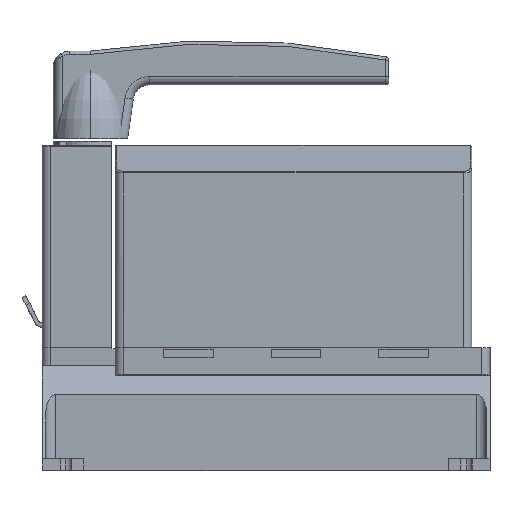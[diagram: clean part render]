
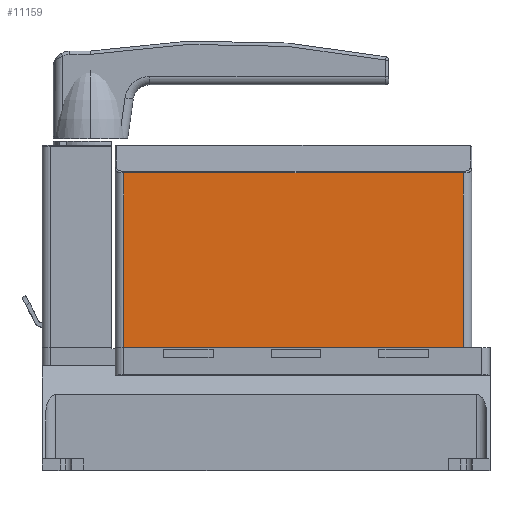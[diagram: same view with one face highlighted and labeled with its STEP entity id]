
A CAD part, top view. The second image highlights one B-rep face of the part: STEP entity #11159.
In plain terms, the highlighted planar face has unit normal (0, 0, 1).
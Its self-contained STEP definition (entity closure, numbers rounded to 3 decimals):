
#77 = DIRECTION ( 'NONE',  ( 0., 0., -1. ) ) ;
#349 = CARTESIAN_POINT ( 'NONE',  ( 49., 705.847, 80. ) ) ;
#848 = CARTESIAN_POINT ( 'NONE',  ( 44., 74., 80. ) ) ;
#996 = CARTESIAN_POINT ( 'NONE',  ( 254., 74., 80. ) ) ;
#1738 = CARTESIAN_POINT ( 'NONE',  ( 254., 179.365, 80. ) ) ;
#2084 = VECTOR ( 'NONE', #17988, 1000. ) ;
#3287 = EDGE_CURVE ( 'NONE', #8282, #9957, #7928, .T. ) ;
#3298 = PLANE ( 'NONE',  #15831 ) ;
#3481 = EDGE_CURVE ( 'NONE', #4294, #8282, #10364, .T. ) ;
#4294 = VERTEX_POINT ( 'NONE', #1738 ) ;
#5618 = ORIENTED_EDGE ( 'NONE', *, *, #10152, .T. ) ;
#6017 = VECTOR ( 'NONE', #8296, 1000. ) ;
#6891 = ORIENTED_EDGE ( 'NONE', *, *, #3287, .T. ) ;
#7114 = DIRECTION ( 'NONE',  ( 0., 1., 0. ) ) ;
#7344 = ORIENTED_EDGE ( 'NONE', *, *, #11968, .T. ) ;
#7928 = LINE ( 'NONE', #349, #18518 ) ;
#8282 = VERTEX_POINT ( 'NONE', #10051 ) ;
#8296 = DIRECTION ( 'NONE',  ( -1., 0., 0. ) ) ;
#8898 = ORIENTED_EDGE ( 'NONE', *, *, #3481, .T. ) ;
#9850 = LINE ( 'NONE', #848, #21805 ) ;
#9957 = VERTEX_POINT ( 'NONE', #12514 ) ;
#10051 = CARTESIAN_POINT ( 'NONE',  ( 49., 179.365, 80. ) ) ;
#10152 = EDGE_CURVE ( 'NONE', #9957, #11626, #9850, .T. ) ;
#10364 = LINE ( 'NONE', #16689, #6017 ) ;
#11159 = ADVANCED_FACE ( 'NONE', ( #15207 ), #3298, .F. ) ;
#11626 = VERTEX_POINT ( 'NONE', #996 ) ;
#11895 = LINE ( 'NONE', #19436, #2084 ) ;
#11968 = EDGE_CURVE ( 'NONE', #11626, #4294, #11895, .T. ) ;
#12514 = CARTESIAN_POINT ( 'NONE',  ( 49., 74., 80. ) ) ;
#12537 = DIRECTION ( 'NONE',  ( 0., -1., 0. ) ) ;
#15207 = FACE_OUTER_BOUND ( 'NONE', #16539, .T. ) ;
#15745 = CARTESIAN_POINT ( 'NONE',  ( 44., 705.847, 80. ) ) ;
#15831 = AXIS2_PLACEMENT_3D ( 'NONE', #15745, #77, #7114 ) ;
#16539 = EDGE_LOOP ( 'NONE', ( #5618, #7344, #8898, #6891 ) ) ;
#16689 = CARTESIAN_POINT ( 'NONE',  ( 44., 179.365, 80. ) ) ;
#17988 = DIRECTION ( 'NONE',  ( 0., 1., 0. ) ) ;
#18518 = VECTOR ( 'NONE', #12537, 1000. ) ;
#19436 = CARTESIAN_POINT ( 'NONE',  ( 254., 705.847, 80. ) ) ;
#21709 = DIRECTION ( 'NONE',  ( 1., 0., 0. ) ) ;
#21805 = VECTOR ( 'NONE', #21709, 1000. ) ;
